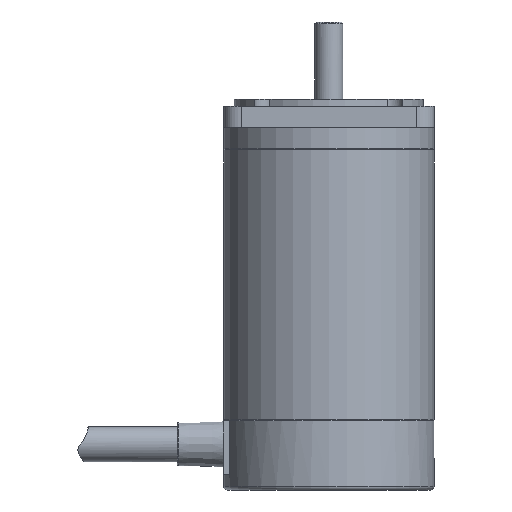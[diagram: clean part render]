
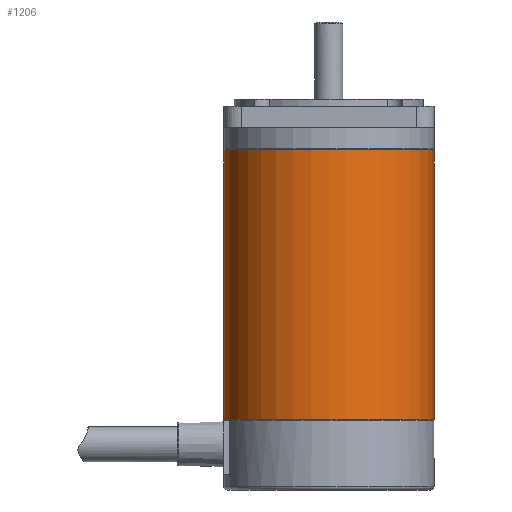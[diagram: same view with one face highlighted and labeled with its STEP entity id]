
A CAD part, front view. The second image highlights one B-rep face of the part: STEP entity #1206.
In plain terms, the highlighted cylindrical face has radius 30 mm (diameter 60 mm), a full revolution.
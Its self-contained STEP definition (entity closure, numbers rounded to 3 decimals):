
#1206 = ADVANCED_FACE( '', ( #2387, #2388 ), #2389, .T. );
#2387 = FACE_OUTER_BOUND( '', #4065, .T. );
#2388 = FACE_OUTER_BOUND( '', #4066, .T. );
#2389 = CYLINDRICAL_SURFACE( '', #4067, 30. );
#4065 = EDGE_LOOP( '', ( #5572 ) );
#4066 = EDGE_LOOP( '', ( #5573 ) );
#4067 = AXIS2_PLACEMENT_3D( '', #5574, #5575, #5576 );
#5572 = ORIENTED_EDGE( '', *, *, #5881, .T. );
#5573 = ORIENTED_EDGE( '', *, *, #5889, .F. );
#5574 = CARTESIAN_POINT( '', ( 0., 27., 0. ) );
#5575 = DIRECTION( '', ( 0., 1., 0. ) );
#5576 = DIRECTION( '', ( 0., 0., -1. ) );
#5881 = EDGE_CURVE( '', #6200, #6200, #6201, .T. );
#5889 = EDGE_CURVE( '', #6209, #6209, #6210, .T. );
#6200 = VERTEX_POINT( '', #6588 );
#6201 = CIRCLE( '', #6589, 30. );
#6209 = VERTEX_POINT( '', #6597 );
#6210 = CIRCLE( '', #6598, 30. );
#6588 = CARTESIAN_POINT( '', ( 30., 77., 0. ) );
#6589 = AXIS2_PLACEMENT_3D( '', #6809, #6810, #6811 );
#6597 = CARTESIAN_POINT( '', ( 30., 0., 0. ) );
#6598 = AXIS2_PLACEMENT_3D( '', #6812, #6813, #6814 );
#6809 = CARTESIAN_POINT( '', ( 0., 77., 0. ) );
#6810 = DIRECTION( '', ( 0., -1., 0. ) );
#6811 = DIRECTION( '', ( 1., 0., 0. ) );
#6812 = CARTESIAN_POINT( '', ( 0., 0., 0. ) );
#6813 = DIRECTION( '', ( 0., -1., 0. ) );
#6814 = DIRECTION( '', ( 1., 0., 0. ) );
